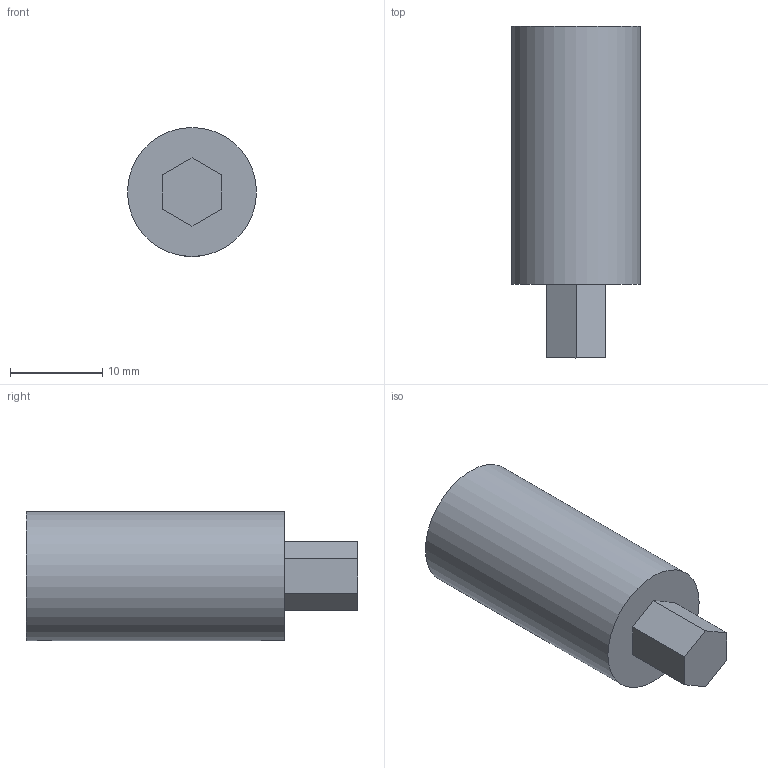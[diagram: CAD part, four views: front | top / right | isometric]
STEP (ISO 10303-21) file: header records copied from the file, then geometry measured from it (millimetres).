
FILE_DESCRIPTION(('FreeCAD Model'),'2;1');
FILE_NAME('Open CASCADE Shape Model','2024-10-06T13:33:21',(''),(''), 'Open CASCADE STEP processor 7.7','FreeCAD','Unknown');
FILE_SCHEMA(('AUTOMOTIVE_DESIGN { 1 0 10303 214 1 1 1 1 }'));
Length unit declared in the file: millimetre
Products named in the file (1): MotorAxleAdaptor
Bounding box: 14 x 36 x 14 mm (x, y, z)
Volume: 4337.3 mm3; surface area: 1974.8 mm2
Topology: 1 solids, 1 shells, 22 faces, 56 edges, 37 vertices
Faces by surface type: plane 15, cylinder 6, cone 1
Full cylindrical faces by diameter (mm): 1.55 x1, 4.1 x1, 14 x1
Entity records: 977 total; most frequent: CARTESIAN_POINT 415, ORIENTED_EDGE 110, DIRECTION 107, EDGE_CURVE 55, LINE 41, VECTOR 41, VERTEX_POINT 37, AXIS2_PLACEMENT_3D 33
